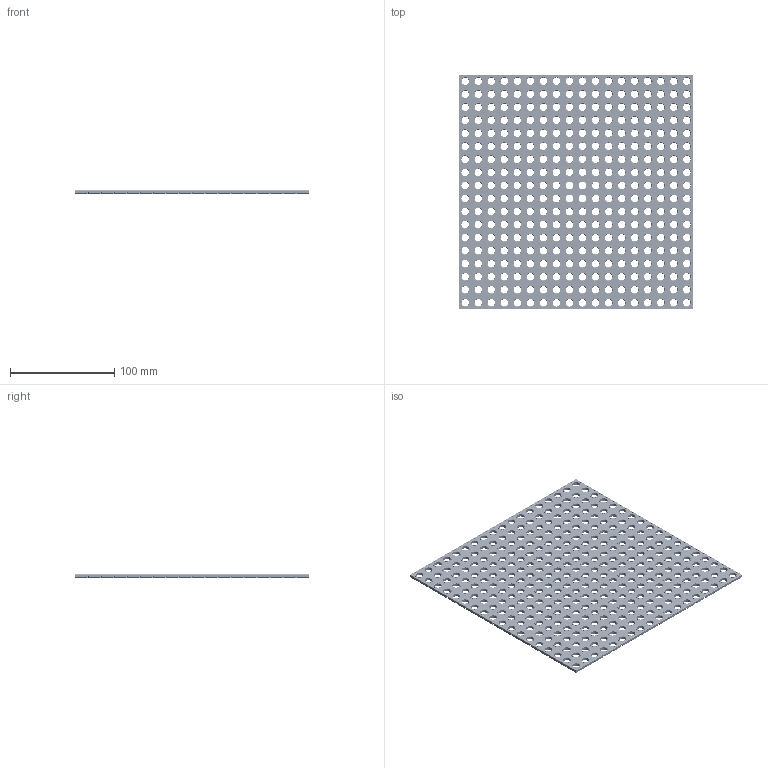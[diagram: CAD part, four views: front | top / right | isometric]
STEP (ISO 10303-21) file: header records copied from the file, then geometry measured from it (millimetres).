
FILE_DESCRIPTION(('FreeCAD Model'),'2;1');
FILE_NAME('Open CASCADE Shape Model','2024-02-25T16:55:51',(''),(''), 'Open CASCADE STEP processor 7.6','FreeCAD','Unknown');
FILE_SCHEMA(('AUTOMOTIVE_DESIGN { 1 0 10303 214 1 1 1 1 }'));
Products named in the file (1): Plate SQR CRNS BU18x00.25 - SPN-PLT-0077 (stemfie.org)
Bounding box: 225 x 225 x 3.12 mm (x, y, z)
Volume: 110708.3 mm3; surface area: 102818.6 mm2
Topology: 1 solids, 1 shells, 3208 faces, 7894 edges, 5044 vertices
Faces by surface type: plane 1326, cylinder 1124, cone 648, extrusion 110
Full cylindrical faces by diameter (mm): 7 x324, 9.2 x324
Entity records: 200900 total; most frequent: CARTESIAN_POINT 38401, DIRECTION 31144, VECTOR 17554, LINE 17444, ORIENTED_EDGE 15788, PCURVE 15788, DEFINITIONAL_REPRESENTATION 15788, EDGE_CURVE 7894
